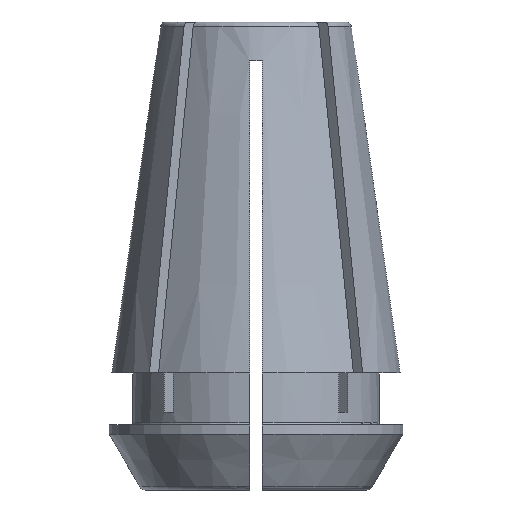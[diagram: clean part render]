
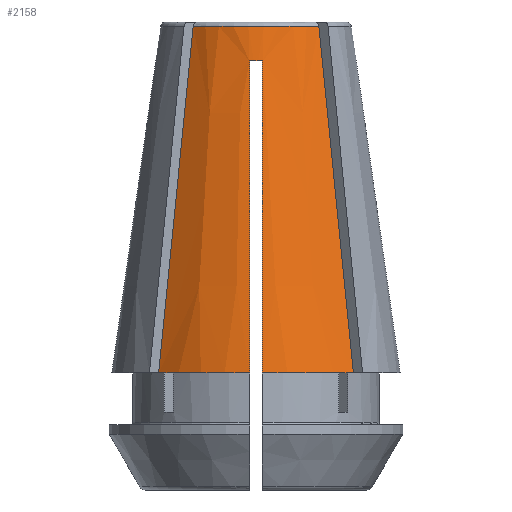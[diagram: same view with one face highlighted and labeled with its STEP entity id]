
A CAD part, front view. The second image highlights one B-rep face of the part: STEP entity #2158.
In plain terms, the highlighted conical face has half-angle 8 degrees and reference radius 5.502 mm.
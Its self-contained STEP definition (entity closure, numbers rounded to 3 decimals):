
#34=B_SPLINE_CURVE_WITH_KNOTS('',3,(#3234,#3235,#3236,#3237,#3238,#3239,
#3240),.UNSPECIFIED.,.F.,.F.,(4,3,4),(0.,0.006,
0.013),.UNSPECIFIED.);
#35=B_SPLINE_CURVE_WITH_KNOTS('',3,(#3245,#3246,#3247,#3248,#3249,#3250,
#3251),.UNSPECIFIED.,.F.,.F.,(4,3,4),(0.,0.01,
0.013),.UNSPECIFIED.);
#36=B_SPLINE_CURVE_WITH_KNOTS('',3,(#3255,#3256,#3257,#3258,#3259,#3260,
#3261,#3262,#3263,#3264),.UNSPECIFIED.,.F.,.F.,(4,3,3,4),(0.006,
0.007,0.014,0.018),
 .UNSPECIFIED.);
#37=B_SPLINE_CURVE_WITH_KNOTS('',3,(#3268,#3269,#3270,#3271,#3272,#3273,
#3274,#3275,#3276,#3277),.UNSPECIFIED.,.F.,.F.,(4,3,3,4),(0.006,
0.007,0.014,0.018),
 .UNSPECIFIED.);
#97=CONICAL_SURFACE('',#2301,5.502,0.14);
#529=ORIENTED_EDGE('',*,*,#1222,.F.);
#530=ORIENTED_EDGE('',*,*,#1223,.F.);
#531=ORIENTED_EDGE('',*,*,#1224,.F.);
#532=ORIENTED_EDGE('',*,*,#1225,.T.);
#533=ORIENTED_EDGE('',*,*,#1226,.F.);
#534=ORIENTED_EDGE('',*,*,#1227,.F.);
#535=ORIENTED_EDGE('',*,*,#1228,.T.);
#536=ORIENTED_EDGE('',*,*,#1229,.T.);
#1222=EDGE_CURVE('',#1567,#1568,#34,.T.);
#1223=EDGE_CURVE('',#1569,#1567,#1786,.T.);
#1224=EDGE_CURVE('',#1570,#1569,#35,.T.);
#1225=EDGE_CURVE('',#1570,#1571,#1787,.T.);
#1226=EDGE_CURVE('',#1572,#1571,#36,.T.);
#1227=EDGE_CURVE('',#1573,#1572,#1788,.T.);
#1228=EDGE_CURVE('',#1573,#1574,#37,.T.);
#1229=EDGE_CURVE('',#1574,#1568,#1789,.T.);
#1567=VERTEX_POINT('',#3241);
#1568=VERTEX_POINT('',#3242);
#1569=VERTEX_POINT('',#3244);
#1570=VERTEX_POINT('',#3252);
#1571=VERTEX_POINT('',#3254);
#1572=VERTEX_POINT('',#3265);
#1573=VERTEX_POINT('',#3267);
#1574=VERTEX_POINT('',#3278);
#1786=CIRCLE('',#2302,3.677);
#1787=CIRCLE('',#2303,5.55);
#1788=CIRCLE('',#2304,3.864);
#1789=CIRCLE('',#2305,5.55);
#1902=EDGE_LOOP('',(#529,#530,#531,#532,#533,#534,#535,#536));
#2018=FACE_BOUND('',#1902,.T.);
#2158=ADVANCED_FACE('',(#2018),#97,.T.);
#2301=AXIS2_PLACEMENT_3D('',#3233,#2577,#2578);
#2302=AXIS2_PLACEMENT_3D('',#3243,#2579,#2580);
#2303=AXIS2_PLACEMENT_3D('',#3253,#2581,#2582);
#2304=AXIS2_PLACEMENT_3D('',#3266,#2583,#2584);
#2305=AXIS2_PLACEMENT_3D('',#3279,#2585,#2586);
#2577=DIRECTION('',(0.,0.,-1.));
#2578=DIRECTION('',(-1.,0.,0.));
#2579=DIRECTION('',(0.,0.,1.));
#2580=DIRECTION('',(1.,0.,0.));
#2581=DIRECTION('',(0.,0.,1.));
#2582=DIRECTION('',(1.,0.,0.));
#2583=DIRECTION('',(0.,0.,-1.));
#2584=DIRECTION('',(-1.,0.,0.));
#2585=DIRECTION('',(0.,0.,1.));
#2586=DIRECTION('',(1.,0.,0.));
#3233=CARTESIAN_POINT('',(0.,0.,4.842));
#3234=CARTESIAN_POINT('',(2.417,-2.771,17.828));
#3235=CARTESIAN_POINT('',(2.629,-2.983,15.697));
#3236=CARTESIAN_POINT('',(2.842,-3.195,13.566));
#3237=CARTESIAN_POINT('',(3.054,-3.407,11.436));
#3238=CARTESIAN_POINT('',(3.284,-3.637,9.124));
#3239=CARTESIAN_POINT('',(3.514,-3.867,6.812));
#3240=CARTESIAN_POINT('',(3.744,-4.097,4.5));
#3241=CARTESIAN_POINT('',(2.417,-2.771,17.828));
#3242=CARTESIAN_POINT('',(3.744,-4.097,4.5));
#3243=CARTESIAN_POINT('',(0.,0.,17.828));
#3244=CARTESIAN_POINT('',(-2.417,-2.771,17.828));
#3245=CARTESIAN_POINT('',(-3.744,-4.097,4.5));
#3246=CARTESIAN_POINT('',(-3.424,-3.777,7.716));
#3247=CARTESIAN_POINT('',(-3.104,-3.457,10.932));
#3248=CARTESIAN_POINT('',(-2.784,-3.137,14.149));
#3249=CARTESIAN_POINT('',(-2.661,-3.015,15.375));
#3250=CARTESIAN_POINT('',(-2.539,-2.893,16.601));
#3251=CARTESIAN_POINT('',(-2.417,-2.771,17.828));
#3252=CARTESIAN_POINT('',(-3.744,-4.097,4.5));
#3253=CARTESIAN_POINT('',(0.,0.,4.5));
#3254=CARTESIAN_POINT('',(-0.25,-5.544,4.5));
#3255=CARTESIAN_POINT('',(-0.25,-3.855,16.5));
#3256=CARTESIAN_POINT('',(-0.25,-3.928,15.985));
#3257=CARTESIAN_POINT('',(-0.25,-4.,15.47));
#3258=CARTESIAN_POINT('',(-0.25,-4.073,14.956));
#3259=CARTESIAN_POINT('',(-0.25,-4.406,12.591));
#3260=CARTESIAN_POINT('',(-0.25,-4.739,10.226));
#3261=CARTESIAN_POINT('',(-0.25,-5.071,7.861));
#3262=CARTESIAN_POINT('',(-0.25,-5.229,6.741));
#3263=CARTESIAN_POINT('',(-0.25,-5.387,5.62));
#3264=CARTESIAN_POINT('',(-0.25,-5.544,4.5));
#3265=CARTESIAN_POINT('',(-0.25,-3.855,16.5));
#3266=CARTESIAN_POINT('',(0.,0.,16.5));
#3267=CARTESIAN_POINT('',(0.25,-3.855,16.5));
#3268=CARTESIAN_POINT('',(0.25,-3.855,16.5));
#3269=CARTESIAN_POINT('',(0.25,-3.928,15.985));
#3270=CARTESIAN_POINT('',(0.25,-4.,15.47));
#3271=CARTESIAN_POINT('',(0.25,-4.073,14.956));
#3272=CARTESIAN_POINT('',(0.25,-4.406,12.591));
#3273=CARTESIAN_POINT('',(0.25,-4.739,10.226));
#3274=CARTESIAN_POINT('',(0.25,-5.071,7.861));
#3275=CARTESIAN_POINT('',(0.25,-5.229,6.741));
#3276=CARTESIAN_POINT('',(0.25,-5.387,5.62));
#3277=CARTESIAN_POINT('',(0.25,-5.544,4.5));
#3278=CARTESIAN_POINT('',(0.25,-5.544,4.5));
#3279=CARTESIAN_POINT('',(0.,0.,4.5));
